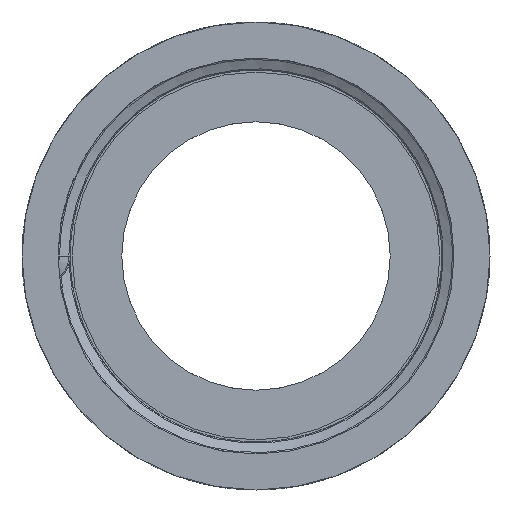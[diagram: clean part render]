
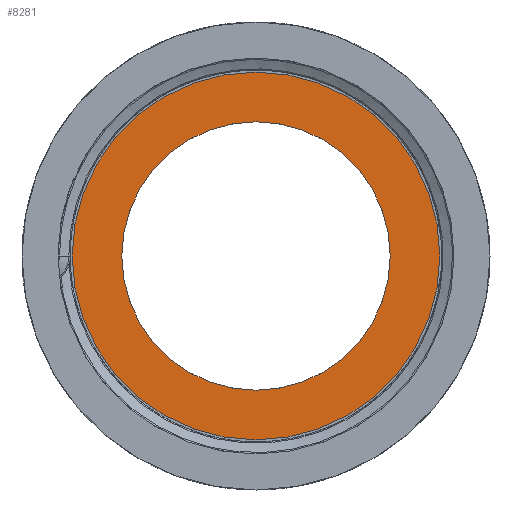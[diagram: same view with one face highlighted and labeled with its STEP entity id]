
A CAD part, left-side view. The second image highlights one B-rep face of the part: STEP entity #8281.
In plain terms, the highlighted planar face has unit normal (-1, 0, 0).
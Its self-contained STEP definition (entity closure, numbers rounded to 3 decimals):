
#1146 = CIRCLE ( 'NONE', #1149, 22.2 ) ;
#1149 = AXIS2_PLACEMENT_3D ( 'NONE', #2156, #2157, #2158 ) ;
#1151 = CIRCLE ( 'NONE', #1155, 16.2 ) ;
#1153 = CIRCLE ( 'NONE', #1158, 16.2 ) ;
#1155 = AXIS2_PLACEMENT_3D ( 'NONE', #2168, #2169, #2170 ) ;
#1157 = CIRCLE ( 'NONE', #1160, 22.2 ) ;
#1158 = AXIS2_PLACEMENT_3D ( 'NONE', #2172, #2173, #2174 ) ;
#1160 = AXIS2_PLACEMENT_3D ( 'NONE', #2175, #2176, #2177 ) ;
#1381 = AXIS2_PLACEMENT_3D ( 'NONE', #8030, #8038, #8039 ) ;
#1599 = CARTESIAN_POINT ( 'NONE',  ( -1.25, 0., 22.2 ) ) ;
#1600 = CARTESIAN_POINT ( 'NONE',  ( -1.25, 0., -22.2 ) ) ;
#1604 = CARTESIAN_POINT ( 'NONE',  ( -1.25, 0., -16.2 ) ) ;
#1605 = CARTESIAN_POINT ( 'NONE',  ( -1.25, 0., 16.2 ) ) ;
#2156 = CARTESIAN_POINT ( 'NONE',  ( -1.25, 0., 0. ) ) ;
#2157 = DIRECTION ( 'NONE',  ( -1., 0., 0. ) ) ;
#2158 = DIRECTION ( 'NONE',  ( 0., 0., 1. ) ) ;
#2168 = CARTESIAN_POINT ( 'NONE',  ( -1.25, 0., 0. ) ) ;
#2169 = DIRECTION ( 'NONE',  ( -1., 0., 0. ) ) ;
#2170 = DIRECTION ( 'NONE',  ( 0., 0., 1. ) ) ;
#2172 = CARTESIAN_POINT ( 'NONE',  ( -1.25, 0., 0. ) ) ;
#2173 = DIRECTION ( 'NONE',  ( -1., 0., 0. ) ) ;
#2174 = DIRECTION ( 'NONE',  ( 0., 0., 1. ) ) ;
#2175 = CARTESIAN_POINT ( 'NONE',  ( -1.25, 0., 0. ) ) ;
#2176 = DIRECTION ( 'NONE',  ( -1., 0., 0. ) ) ;
#2177 = DIRECTION ( 'NONE',  ( 0., 0., 1. ) ) ;
#4086 = ORIENTED_EDGE ( 'NONE', *, *, #8145, .F. ) ;
#4087 = ORIENTED_EDGE ( 'NONE', *, *, #8143, .F. ) ;
#4088 = ORIENTED_EDGE ( 'NONE', *, *, #8139, .T. ) ;
#4089 = ORIENTED_EDGE ( 'NONE', *, *, #8146, .T. ) ;
#5317 = VERTEX_POINT ( 'NONE', #1599 ) ;
#5318 = VERTEX_POINT ( 'NONE', #1600 ) ;
#5322 = VERTEX_POINT ( 'NONE', #1604 ) ;
#5323 = VERTEX_POINT ( 'NONE', #1605 ) ;
#6104 = EDGE_LOOP ( 'NONE', ( #4086, #4087 ) ) ;
#6111 = EDGE_LOOP ( 'NONE', ( #4088, #4089 ) ) ;
#8030 = CARTESIAN_POINT ( 'NONE',  ( -1.25, 0., -22.2 ) ) ;
#8034 = FACE_BOUND ( 'NONE', #6104, .T. ) ;
#8035 = FACE_OUTER_BOUND ( 'NONE', #6111, .T. ) ;
#8036 = PLANE ( 'NONE',  #1381 ) ;
#8038 = DIRECTION ( 'NONE',  ( 1., 0., 0. ) ) ;
#8039 = DIRECTION ( 'NONE',  ( 0., 0., -1. ) ) ;
#8139 = EDGE_CURVE ( 'NONE', #5317, #5318, #1146, .T. ) ;
#8143 = EDGE_CURVE ( 'NONE', #5322, #5323, #1151, .T. ) ;
#8145 = EDGE_CURVE ( 'NONE', #5323, #5322, #1153, .T. ) ;
#8146 = EDGE_CURVE ( 'NONE', #5318, #5317, #1157, .T. ) ;
#8281 = ADVANCED_FACE ( 'NONE', ( #8034, #8035 ), #8036, .F. ) ;
